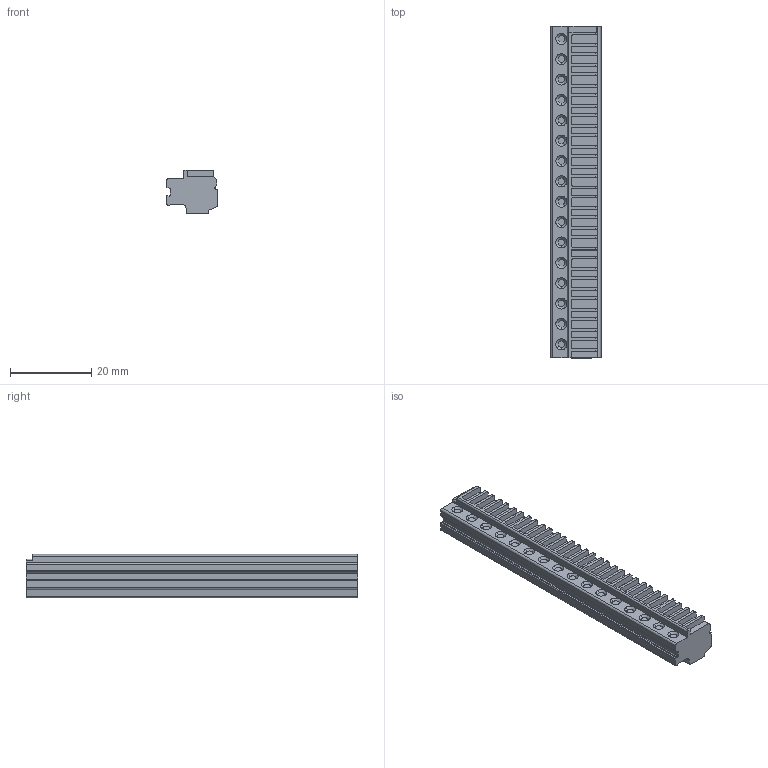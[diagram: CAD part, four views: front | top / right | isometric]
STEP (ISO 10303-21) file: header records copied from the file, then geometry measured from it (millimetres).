
FILE_DESCRIPTION((''),'2;1');
FILE_NAME('ASFD','2024-10-16T10:54:24',('tluser'),(''),'CREO PARAMETRIC BY PTC INC, 2018100','CREO PARAMETRIC BY PTC INC, 2018100','');
FILE_SCHEMA(('CONFIG_CONTROL_DESIGN'));
Length unit declared in the file: millimetre
Products named in the file (1): ASFD
Bounding box: 12.5 x 81.5 x 10.6 mm (x, y, z)
Volume: 7895.7 mm3; surface area: 4792 mm2
Topology: 1 solids, 1 shells, 621 faces, 1665 edges, 1110 vertices
Faces by surface type: plane 361, cylinder 196, cone 64
Entity records: 19785 total; most frequent: CARTESIAN_POINT 3868, ORIENTED_EDGE 3330, DIRECTION 3299, EDGE_CURVE 1665, VERTEX_POINT 1110, AXIS2_PLACEMENT_3D 1109, VECTOR 1081, LINE 1081
